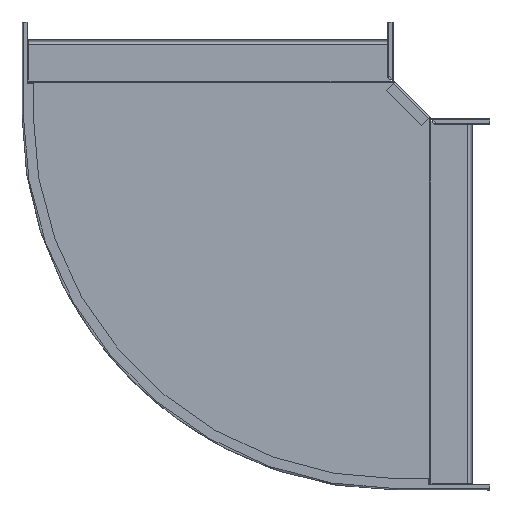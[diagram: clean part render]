
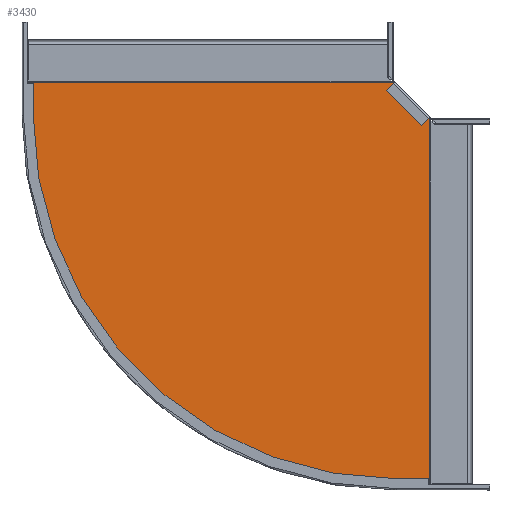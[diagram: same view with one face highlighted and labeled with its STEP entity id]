
A CAD part, front view. The second image highlights one B-rep face of the part: STEP entity #3430.
In plain terms, the highlighted planar face has unit normal (0, -1, 0).
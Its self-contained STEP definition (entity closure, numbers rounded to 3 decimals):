
#33 = VERTEX_POINT ( 'NONE', #1924 ) ;
#78 = DIRECTION ( 'NONE',  ( 0., 0., -1. ) ) ;
#131 = VECTOR ( 'NONE', #5167, 1000. ) ;
#215 = VERTEX_POINT ( 'NONE', #4072 ) ;
#351 = DIRECTION ( 'NONE',  ( 0., 0., 1. ) ) ;
#413 = LINE ( 'NONE', #1283, #4834 ) ;
#448 = LINE ( 'NONE', #4260, #2971 ) ;
#457 = CARTESIAN_POINT ( 'NONE',  ( 23.412, -1., -511.412 ) ) ;
#554 = VECTOR ( 'NONE', #3745, 1000. ) ;
#562 = LINE ( 'NONE', #3925, #131 ) ;
#592 = CARTESIAN_POINT ( 'NONE',  ( -19.662, -1., -19.662 ) ) ;
#629 = ORIENTED_EDGE ( 'NONE', *, *, #2947, .F. ) ;
#648 = AXIS2_PLACEMENT_3D ( 'NONE', #5012, #1196, #2926 ) ;
#675 = VERTEX_POINT ( 'NONE', #4172 ) ;
#802 = LINE ( 'NONE', #5090, #2080 ) ;
#852 = AXIS2_PLACEMENT_3D ( 'NONE', #592, #2231, #78 ) ;
#872 = DIRECTION ( 'NONE',  ( -1., 0., 0. ) ) ;
#1054 = CARTESIAN_POINT ( 'NONE',  ( -517.912, -1., 23.412 ) ) ;
#1196 = DIRECTION ( 'NONE',  ( 0., -1., 0. ) ) ;
#1220 = ORIENTED_EDGE ( 'NONE', *, *, #3682, .T. ) ;
#1283 = CARTESIAN_POINT ( 'NONE',  ( 24.048, -1., -19.662 ) ) ;
#1344 = VERTEX_POINT ( 'NONE', #4521 ) ;
#1382 = CARTESIAN_POINT ( 'NONE',  ( -12.021, -1., 12.021 ) ) ;
#1432 = LINE ( 'NONE', #1382, #2650 ) ;
#1552 = EDGE_CURVE ( 'NONE', #33, #4064, #1432, .T. ) ;
#1566 = EDGE_LOOP ( 'NONE', ( #5461, #3610, #1220, #3095, #5054, #2159, #2863, #3789, #2631, #629 ) ) ;
#1574 = DIRECTION ( 'NONE',  ( 0., 0., -1. ) ) ;
#1924 = CARTESIAN_POINT ( 'NONE',  ( -24.048, -1., 24.048 ) ) ;
#1966 = VECTOR ( 'NONE', #3082, 1000. ) ;
#2080 = VECTOR ( 'NONE', #351, 1000. ) ;
#2127 = CARTESIAN_POINT ( 'NONE',  ( -19.662, -1., 24.048 ) ) ;
#2159 = ORIENTED_EDGE ( 'NONE', *, *, #4493, .F. ) ;
#2231 = DIRECTION ( 'NONE',  ( 0., 1., 0. ) ) ;
#2279 = VERTEX_POINT ( 'NONE', #457 ) ;
#2631 = ORIENTED_EDGE ( 'NONE', *, *, #3786, .F. ) ;
#2650 = VECTOR ( 'NONE', #3104, 1000. ) ;
#2727 = VECTOR ( 'NONE', #872, 1000. ) ;
#2816 = VERTEX_POINT ( 'NONE', #5274 ) ;
#2825 = CARTESIAN_POINT ( 'NONE',  ( -517.912, -1., -19.662 ) ) ;
#2863 = ORIENTED_EDGE ( 'NONE', *, *, #4667, .T. ) ;
#2926 = DIRECTION ( 'NONE',  ( 0., 0., -1. ) ) ;
#2947 = EDGE_CURVE ( 'NONE', #4064, #2816, #413, .T. ) ;
#2963 = EDGE_CURVE ( 'NONE', #33, #1344, #4678, .T. ) ;
#2971 = VECTOR ( 'NONE', #5071, 1000. ) ;
#3016 = CARTESIAN_POINT ( 'NONE',  ( 24.048, -1., -24.048 ) ) ;
#3069 = VERTEX_POINT ( 'NONE', #5239 ) ;
#3082 = DIRECTION ( 'NONE',  ( -1., 0., 0. ) ) ;
#3095 = ORIENTED_EDGE ( 'NONE', *, *, #3513, .T. ) ;
#3104 = DIRECTION ( 'NONE',  ( 0.707, 0., -0.707 ) ) ;
#3253 = CIRCLE ( 'NONE', #852, 498.25 ) ;
#3430 = ADVANCED_FACE ( 'NONE', ( #3902 ), #5033, .T. ) ;
#3513 = EDGE_CURVE ( 'NONE', #3069, #675, #4021, .T. ) ;
#3610 = ORIENTED_EDGE ( 'NONE', *, *, #2963, .T. ) ;
#3682 = EDGE_CURVE ( 'NONE', #1344, #3069, #4945, .T. ) ;
#3745 = DIRECTION ( 'NONE',  ( -1., 0., 0. ) ) ;
#3786 = EDGE_CURVE ( 'NONE', #2816, #2279, #5075, .T. ) ;
#3789 = ORIENTED_EDGE ( 'NONE', *, *, #4485, .F. ) ;
#3902 = FACE_OUTER_BOUND ( 'NONE', #1566, .T. ) ;
#3925 = CARTESIAN_POINT ( 'NONE',  ( 23.412, -1., -517.912 ) ) ;
#4021 = LINE ( 'NONE', #1054, #1966 ) ;
#4046 = VECTOR ( 'NONE', #1574, 1000. ) ;
#4064 = VERTEX_POINT ( 'NONE', #3016 ) ;
#4072 = CARTESIAN_POINT ( 'NONE',  ( -19.662, -1., -517.912 ) ) ;
#4172 = CARTESIAN_POINT ( 'NONE',  ( -517.912, -1., 23.412 ) ) ;
#4260 = CARTESIAN_POINT ( 'NONE',  ( -19.662, -1., -517.912 ) ) ;
#4485 = EDGE_CURVE ( 'NONE', #2279, #5523, #562, .T. ) ;
#4493 = EDGE_CURVE ( 'NONE', #215, #4567, #3253, .T. ) ;
#4521 = CARTESIAN_POINT ( 'NONE',  ( -511.412, -1., 24.048 ) ) ;
#4567 = VERTEX_POINT ( 'NONE', #2825 ) ;
#4667 = EDGE_CURVE ( 'NONE', #215, #5523, #448, .T. ) ;
#4678 = LINE ( 'NONE', #2127, #554 ) ;
#4691 = CARTESIAN_POINT ( 'NONE',  ( 75.912, -1., -511.412 ) ) ;
#4701 = CARTESIAN_POINT ( 'NONE',  ( 23.412, -1., -517.912 ) ) ;
#4834 = VECTOR ( 'NONE', #5519, 1000. ) ;
#4945 = LINE ( 'NONE', #5395, #4046 ) ;
#4982 = EDGE_CURVE ( 'NONE', #4567, #675, #802, .T. ) ;
#5012 = CARTESIAN_POINT ( 'NONE',  ( -19.662, -1., -19.662 ) ) ;
#5033 = PLANE ( 'NONE',  #648 ) ;
#5054 = ORIENTED_EDGE ( 'NONE', *, *, #4982, .F. ) ;
#5071 = DIRECTION ( 'NONE',  ( 1., 0., 0. ) ) ;
#5075 = LINE ( 'NONE', #4691, #2727 ) ;
#5090 = CARTESIAN_POINT ( 'NONE',  ( -517.912, -1., -19.662 ) ) ;
#5167 = DIRECTION ( 'NONE',  ( 0., 0., -1. ) ) ;
#5239 = CARTESIAN_POINT ( 'NONE',  ( -511.412, -1., 23.412 ) ) ;
#5274 = CARTESIAN_POINT ( 'NONE',  ( 24.048, -1., -511.412 ) ) ;
#5395 = CARTESIAN_POINT ( 'NONE',  ( -511.412, -1., 75.912 ) ) ;
#5461 = ORIENTED_EDGE ( 'NONE', *, *, #1552, .F. ) ;
#5519 = DIRECTION ( 'NONE',  ( 0., 0., -1. ) ) ;
#5523 = VERTEX_POINT ( 'NONE', #4701 ) ;
